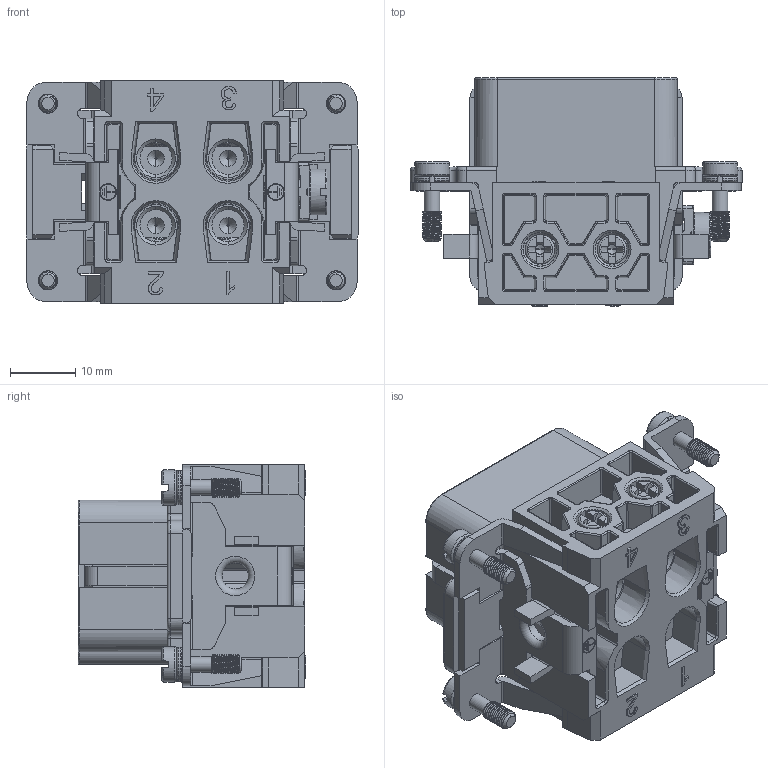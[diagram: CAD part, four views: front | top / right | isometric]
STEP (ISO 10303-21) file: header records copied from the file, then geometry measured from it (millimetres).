
FILE_DESCRIPTION(/* description */ (''),/* implementation_level */ '2;1');
FILE_NAME(/* name */ 'HSBS-004-F.stp',/* time_stamp */ '2023-04-12T08:57:12+08:00',/* author */ (''),/* organization */ (''),/* preprocessor_version */ 'ST-DEVELOPER v16',/* originating_system */ 'SIEMENS PLM Software NX 10.0',/* authorisation */ '');
FILE_SCHEMA (('AUTOMOTIVE_DESIGN { 1 0 10303 214 3 1 1 1 }'));
Products named in the file (1): Admi25B08741odvj
Bounding box: 50.7 x 34.8 x 34 mm (x, y, z)
Volume: 24309.3 mm3; surface area: 21894.8 mm2
Topology: 1 solids, 2 shells, 2047 faces, 5631 edges, 3602 vertices
Faces by surface type: plane 904, cylinder 636, bspline 212, cone 168, torus 103, extrusion 16, sphere 8
Full cylindrical faces by diameter (mm): 2.35 x8, 2.4 x2, 2.562 x2, 4 x1, 4.2 x4, 5.2 x4, 5.4 x4, 6.4 x2
Entity records: 103045 total; most frequent: CARTESIAN_POINT 50016, ORIENTED_EDGE 11074, DIRECTION 9530, EDGE_CURVE 5537, VERTEX_POINT 3577, AXIS2_PLACEMENT_3D 3453, VECTOR 2624, LINE 2608
